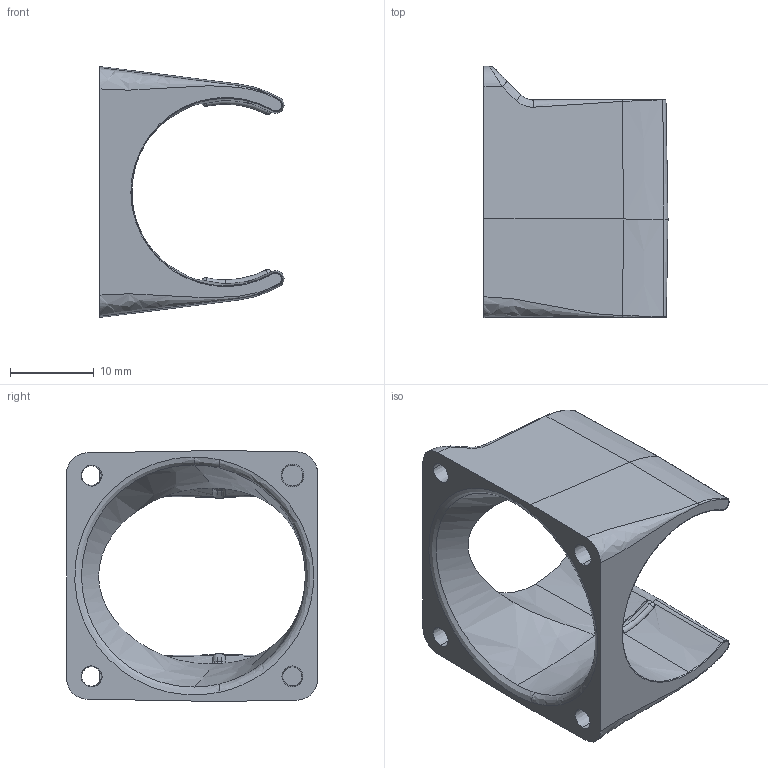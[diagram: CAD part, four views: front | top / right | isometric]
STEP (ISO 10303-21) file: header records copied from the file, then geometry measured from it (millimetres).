
FILE_DESCRIPTION (( 'STEP AP214' ), '1' );
FILE_NAME ('fan duct.step', '2019-11-11T12:26:07', ( '' ), ( '' ), 'SwSTEP 2.0', 'SolidWorks 2019', '' );
FILE_SCHEMA (( 'AUTOMOTIVE_DESIGN' ));
Length unit declared in the file: millimetre
Products named in the file (1): fan duct
Bounding box: 22 x 30 x 30 mm (x, y, z)
Volume: 3887 mm3; surface area: 3558.6 mm2
Topology: 1 solids, 1 shells, 106 faces, 275 edges, 162 vertices
Faces by surface type: cone 24, cylinder 23, bspline 23, plane 22, sphere 8, torus 6
Entity records: 5366 total; most frequent: CARTESIAN_POINT 3049, ORIENTED_EDGE 534, DIRECTION 389, EDGE_CURVE 267, VERTEX_POINT 162, AXIS2_PLACEMENT_3D 150, EDGE_LOOP 111, B_SPLINE_CURVE_WITH_KNOTS 106
